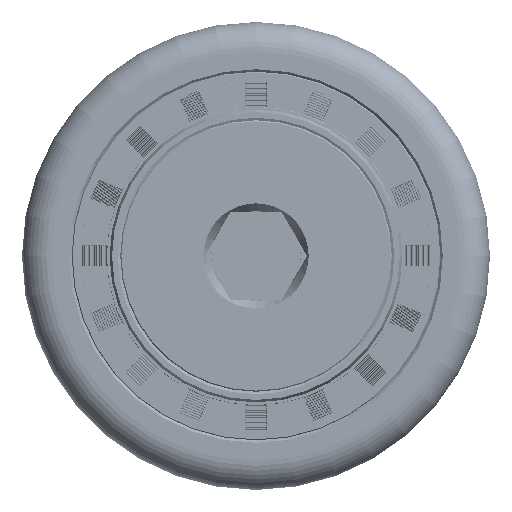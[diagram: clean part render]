
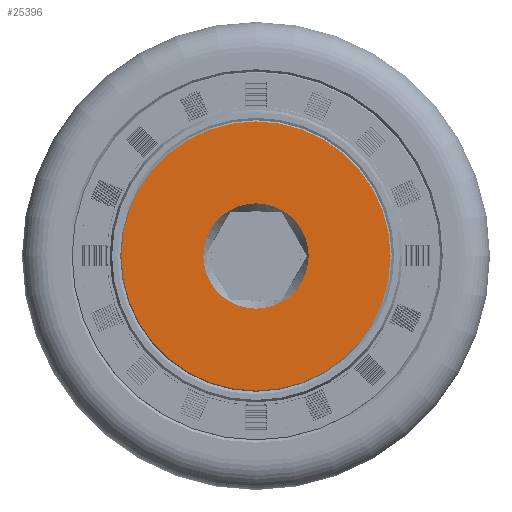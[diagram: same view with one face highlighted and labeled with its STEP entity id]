
A CAD part, left-side view. The second image highlights one B-rep face of the part: STEP entity #25396.
In plain terms, the highlighted planar face has unit normal (-1, 0, 0).
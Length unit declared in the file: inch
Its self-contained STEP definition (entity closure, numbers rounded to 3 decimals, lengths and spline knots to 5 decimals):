
#323 = VERTEX_POINT ( 'NONE', #6539 ) ;
#1103 = DIRECTION ( 'NONE',  ( 1., 0., 0. ) ) ;
#1806 = CARTESIAN_POINT ( 'NONE',  ( 0., 0., 0. ) ) ;
#4368 = EDGE_LOOP ( 'NONE', ( #33947, #17632 ) ) ;
#4447 = DIRECTION ( 'NONE',  ( 0., 0., -1. ) ) ;
#4892 = EDGE_CURVE ( 'NONE', #323, #20223, #20563, .T. ) ;
#6539 = CARTESIAN_POINT ( 'NONE',  ( 0., 0., 1.15 ) ) ;
#7567 = EDGE_CURVE ( 'NONE', #20223, #323, #10185, .T. ) ;
#7948 = CARTESIAN_POINT ( 'NONE',  ( 0., 0., 0. ) ) ;
#9832 = CIRCLE ( 'NONE', #17530, 0.45 ) ;
#10185 = CIRCLE ( 'NONE', #22605, 1.15 ) ;
#10305 = DIRECTION ( 'NONE',  ( 0., 0., 1. ) ) ;
#11972 = FACE_BOUND ( 'NONE', #21647, .T. ) ;
#12834 = DIRECTION ( 'NONE',  ( -1., 0., 0. ) ) ;
#12989 = DIRECTION ( 'NONE',  ( 0., 0., -1. ) ) ;
#13870 = AXIS2_PLACEMENT_3D ( 'NONE', #1806, #12834, #4447 ) ;
#14123 = CARTESIAN_POINT ( 'NONE',  ( 0., 1.16, 0. ) ) ;
#16921 = EDGE_CURVE ( 'NONE', #25866, #24178, #9832, .T. ) ;
#17530 = AXIS2_PLACEMENT_3D ( 'NONE', #33407, #33630, #19986 ) ;
#17632 = ORIENTED_EDGE ( 'NONE', *, *, #4892, .T. ) ;
#18356 = DIRECTION ( 'NONE',  ( -1., 0., 0. ) ) ;
#19267 = CARTESIAN_POINT ( 'NONE',  ( 0., 0., -0.45 ) ) ;
#19820 = FACE_OUTER_BOUND ( 'NONE', #4368, .T. ) ;
#19986 = DIRECTION ( 'NONE',  ( 0., 0., 1. ) ) ;
#20223 = VERTEX_POINT ( 'NONE', #27711 ) ;
#20563 = CIRCLE ( 'NONE', #13870, 1.15 ) ;
#20597 = EDGE_CURVE ( 'NONE', #24178, #25866, #24737, .T. ) ;
#21647 = EDGE_LOOP ( 'NONE', ( #32713, #32500 ) ) ;
#22605 = AXIS2_PLACEMENT_3D ( 'NONE', #7948, #31537, #12989 ) ;
#24178 = VERTEX_POINT ( 'NONE', #27927 ) ;
#24737 = CIRCLE ( 'NONE', #32567, 0.45 ) ;
#25396 = ADVANCED_FACE ( 'NONE', ( #11972, #19820 ), #29695, .F. ) ;
#25866 = VERTEX_POINT ( 'NONE', #19267 ) ;
#26325 = CARTESIAN_POINT ( 'NONE',  ( 0., 0., 0. ) ) ;
#27711 = CARTESIAN_POINT ( 'NONE',  ( 0., 0., -1.15 ) ) ;
#27927 = CARTESIAN_POINT ( 'NONE',  ( 0., 0., 0.45 ) ) ;
#29437 = AXIS2_PLACEMENT_3D ( 'NONE', #14123, #1103, #32534 ) ;
#29695 = PLANE ( 'NONE',  #29437 ) ;
#31537 = DIRECTION ( 'NONE',  ( -1., 0., 0. ) ) ;
#32500 = ORIENTED_EDGE ( 'NONE', *, *, #16921, .F. ) ;
#32534 = DIRECTION ( 'NONE',  ( 0., 0., -1. ) ) ;
#32567 = AXIS2_PLACEMENT_3D ( 'NONE', #26325, #18356, #10305 ) ;
#32713 = ORIENTED_EDGE ( 'NONE', *, *, #20597, .F. ) ;
#33407 = CARTESIAN_POINT ( 'NONE',  ( 0., 0., 0. ) ) ;
#33630 = DIRECTION ( 'NONE',  ( -1., 0., 0. ) ) ;
#33947 = ORIENTED_EDGE ( 'NONE', *, *, #7567, .T. ) ;
